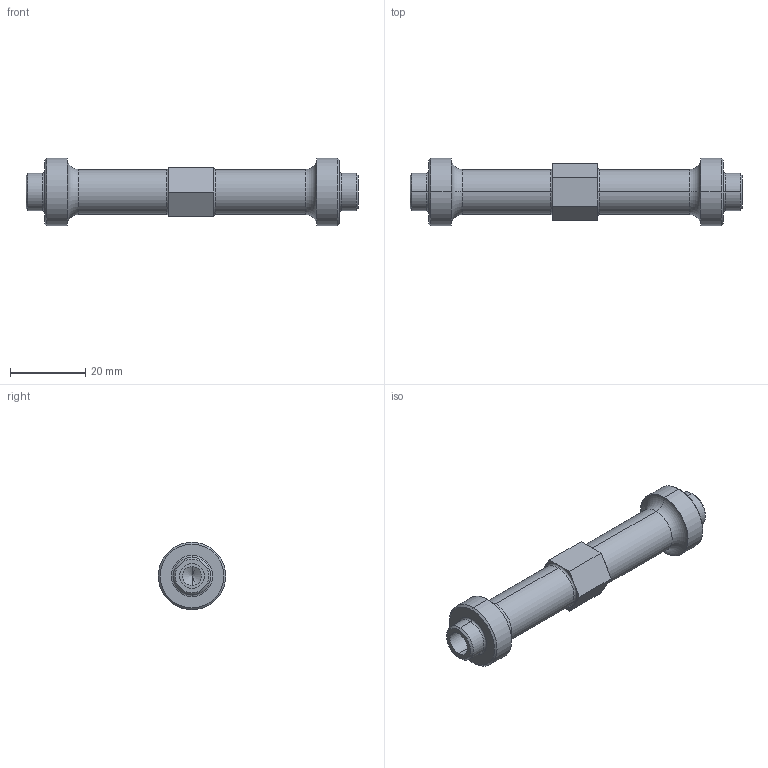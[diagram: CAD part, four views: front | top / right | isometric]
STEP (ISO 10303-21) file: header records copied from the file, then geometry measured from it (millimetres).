
FILE_DESCRIPTION (( 'STEP AP214' ), '1' );
FILE_NAME ('Axe_centrage_et_espacement_A.STEP', '2024-08-21T10:54:09', ( '' ), ( '' ), 'SwSTEP 2.0', 'SolidWorks 2016', '' );
FILE_SCHEMA (( 'AUTOMOTIVE_DESIGN' ));
Length unit declared in the file: millimetre
Products named in the file (1): Axe_centrage_et_espacement_A
Bounding box: 88.5 x 18 x 18 mm (x, y, z)
Volume: 10124.2 mm3; surface area: 5569.4 mm2
Topology: 1 solids, 1 shells, 68 faces, 142 edges, 78 vertices
Faces by surface type: plane 24, cylinder 20, cone 12, torus 12
Entity records: 1840 total; most frequent: DIRECTION 352, CARTESIAN_POINT 285, ORIENTED_EDGE 276, AXIS2_PLACEMENT_3D 145, EDGE_CURVE 138, VERTEX_POINT 78, CIRCLE 76, EDGE_LOOP 74
